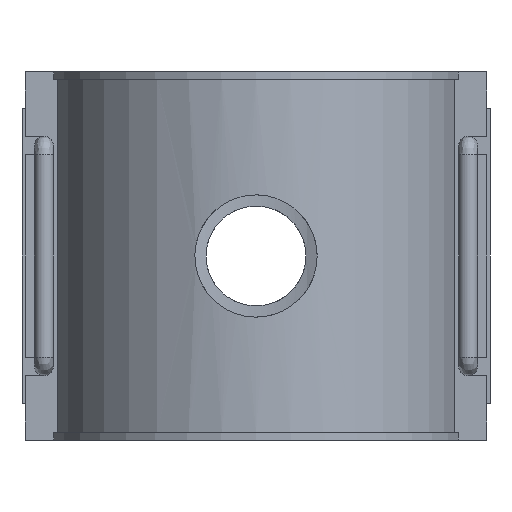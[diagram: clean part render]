
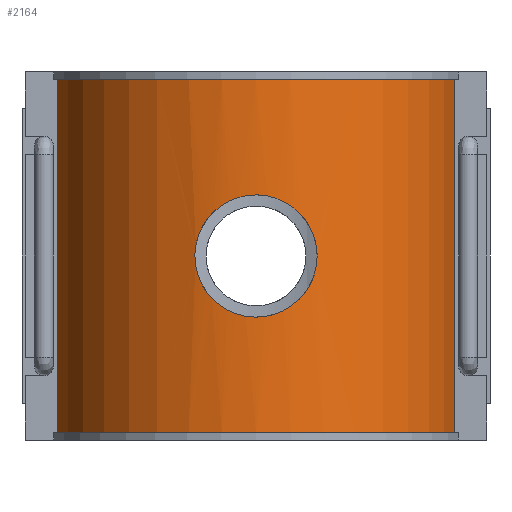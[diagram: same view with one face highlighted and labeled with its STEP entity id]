
A CAD part, front view. The second image highlights one B-rep face of the part: STEP entity #2164.
In plain terms, the highlighted cylindrical face has radius 65 mm (diameter 130 mm), a partial arc.
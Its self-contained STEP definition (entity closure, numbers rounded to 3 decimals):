
#31=LINE('',#3600,#238);
#66=LINE('',#3820,#273);
#238=VECTOR('',#2534,113.28);
#273=VECTOR('',#2611,113.28);
#532=CIRCLE('',#2298,65.);
#540=CIRCLE('',#2312,65.);
#612=FACE_BOUND('',#814,.T.);
#670=FACE_OUTER_BOUND('',#813,.T.);
#813=EDGE_LOOP('',(#1612,#1613,#1614,#1615));
#814=EDGE_LOOP('',(#1616));
#962=B_SPLINE_CURVE_WITH_KNOTS('',3,(#3078,#3079,#3080,#3081,#3082,#3083,
#3084,#3085,#3086,#3087,#3088,#3089,#3090,#3091,#3092,#3093,#3094,#3095,
#3096,#3097,#3098,#3099,#3100,#3101,#3102,#3103,#3104,#3105,#3106,#3107,
#3108,#3109,#3110,#3111,#3112,#3113,#3114,#3115,#3116,#3117,#3118,#3119,
#3120,#3121,#3122,#3123,#3124,#3125,#3126,#3127,#3128,#3129,#3130,#3131,
#3132,#3133,#3134,#3135,#3136,#3137,#3138,#3139,#3140,#3141,#3142,#3143),
 .UNSPECIFIED.,.T.,.F.,(4,2,2,2,2,2,2,2,2,2,2,2,2,2,2,2,2,2,2,2,2,2,2,2,
2,2,2,2,2,2,2,2,4),(0.,0.372,0.743,1.115,
1.487,1.858,2.23,2.602,2.973,
3.345,3.717,4.088,4.46,4.831,
5.203,5.575,5.947,6.318,6.69,
7.062,7.433,7.805,8.177,8.548,
8.92,9.292,9.663,10.035,10.406,
10.778,11.15,11.521,11.893),
 .UNSPECIFIED.);
#987=VERTEX_POINT('',#3077);
#1007=VERTEX_POINT('',#3585);
#1008=VERTEX_POINT('',#3587);
#1012=VERTEX_POINT('',#3599);
#1031=VERTEX_POINT('',#3644);
#1195=EDGE_CURVE('',#987,#987,#962,.T.);
#1219=EDGE_CURVE('',#1007,#1008,#532,.T.);
#1224=EDGE_CURVE('',#1007,#1012,#31,.T.);
#1246=EDGE_CURVE('',#1031,#1012,#540,.T.);
#1279=EDGE_CURVE('',#1008,#1031,#66,.T.);
#1612=ORIENTED_EDGE('',*,*,#1219,.T.);
#1613=ORIENTED_EDGE('',*,*,#1279,.T.);
#1614=ORIENTED_EDGE('',*,*,#1246,.T.);
#1615=ORIENTED_EDGE('',*,*,#1224,.F.);
#1616=ORIENTED_EDGE('',*,*,#1195,.T.);
#2121=CYLINDRICAL_SURFACE('',#2322,65.);
#2164=ADVANCED_FACE('',(#670,#612),#2121,.T.);
#2298=AXIS2_PLACEMENT_3D('',#3589,#2524,#2525);
#2312=AXIS2_PLACEMENT_3D('',#3645,#2571,#2572);
#2322=AXIS2_PLACEMENT_3D('',#3821,#2612,#2613);
#2524=DIRECTION('center_axis',(0.,0.,1.));
#2525=DIRECTION('ref_axis',(1.,0.,0.));
#2534=DIRECTION('',(0.,0.,1.));
#2571=DIRECTION('center_axis',(0.,0.,-1.));
#2572=DIRECTION('ref_axis',(1.,0.,0.));
#2611=DIRECTION('',(0.,0.,1.));
#2612=DIRECTION('center_axis',(0.,0.,1.));
#2613=DIRECTION('ref_axis',(1.,0.,0.));
#3077=CARTESIAN_POINT('',(19.6,-61.975,0.));
#3078=CARTESIAN_POINT('Ctrl Pts',(19.6,-61.975,0.));
#3079=CARTESIAN_POINT('Ctrl Pts',(19.6,-61.975,-1.239));
#3080=CARTESIAN_POINT('Ctrl Pts',(19.481,-62.013,-2.518));
#3081=CARTESIAN_POINT('Ctrl Pts',(18.981,-62.168,-5.056));
#3082=CARTESIAN_POINT('Ctrl Pts',(18.6,-62.284,-6.316));
#3083=CARTESIAN_POINT('Ctrl Pts',(17.598,-62.575,-8.728));
#3084=CARTESIAN_POINT('Ctrl Pts',(16.975,-62.749,-9.882));
#3085=CARTESIAN_POINT('Ctrl Pts',(15.539,-63.12,-12.015));
#3086=CARTESIAN_POINT('Ctrl Pts',(14.725,-63.316,-12.993));
#3087=CARTESIAN_POINT('Ctrl Pts',(12.994,-63.694,-14.725));
#3088=CARTESIAN_POINT('Ctrl Pts',(12.015,-63.889,-15.538));
#3089=CARTESIAN_POINT('Ctrl Pts',(9.883,-64.253,-16.975));
#3090=CARTESIAN_POINT('Ctrl Pts',(8.728,-64.423,-17.598));
#3091=CARTESIAN_POINT('Ctrl Pts',(6.316,-64.704,-18.6));
#3092=CARTESIAN_POINT('Ctrl Pts',(5.056,-64.816,-18.981));
#3093=CARTESIAN_POINT('Ctrl Pts',(2.517,-64.964,-19.481));
#3094=CARTESIAN_POINT('Ctrl Pts',(1.239,-65.,-19.6));
#3095=CARTESIAN_POINT('Ctrl Pts',(-1.239,-65.,-19.6));
#3096=CARTESIAN_POINT('Ctrl Pts',(-2.517,-64.964,-19.481));
#3097=CARTESIAN_POINT('Ctrl Pts',(-5.056,-64.816,-18.981));
#3098=CARTESIAN_POINT('Ctrl Pts',(-6.316,-64.704,-18.6));
#3099=CARTESIAN_POINT('Ctrl Pts',(-8.728,-64.423,-17.598));
#3100=CARTESIAN_POINT('Ctrl Pts',(-9.883,-64.253,-16.975));
#3101=CARTESIAN_POINT('Ctrl Pts',(-12.015,-63.889,-15.538));
#3102=CARTESIAN_POINT('Ctrl Pts',(-12.994,-63.694,-14.725));
#3103=CARTESIAN_POINT('Ctrl Pts',(-14.725,-63.316,-12.993));
#3104=CARTESIAN_POINT('Ctrl Pts',(-15.539,-63.12,-12.015));
#3105=CARTESIAN_POINT('Ctrl Pts',(-16.975,-62.749,-9.882));
#3106=CARTESIAN_POINT('Ctrl Pts',(-17.598,-62.575,-8.728));
#3107=CARTESIAN_POINT('Ctrl Pts',(-18.6,-62.284,-6.316));
#3108=CARTESIAN_POINT('Ctrl Pts',(-18.981,-62.168,-5.056));
#3109=CARTESIAN_POINT('Ctrl Pts',(-19.481,-62.013,-2.518));
#3110=CARTESIAN_POINT('Ctrl Pts',(-19.6,-61.975,-1.239));
#3111=CARTESIAN_POINT('Ctrl Pts',(-19.6,-61.975,1.239));
#3112=CARTESIAN_POINT('Ctrl Pts',(-19.481,-62.013,2.518));
#3113=CARTESIAN_POINT('Ctrl Pts',(-18.981,-62.168,5.056));
#3114=CARTESIAN_POINT('Ctrl Pts',(-18.6,-62.284,6.316));
#3115=CARTESIAN_POINT('Ctrl Pts',(-17.598,-62.575,8.728));
#3116=CARTESIAN_POINT('Ctrl Pts',(-16.975,-62.749,9.882));
#3117=CARTESIAN_POINT('Ctrl Pts',(-15.539,-63.12,12.015));
#3118=CARTESIAN_POINT('Ctrl Pts',(-14.725,-63.316,12.993));
#3119=CARTESIAN_POINT('Ctrl Pts',(-12.994,-63.694,14.725));
#3120=CARTESIAN_POINT('Ctrl Pts',(-12.015,-63.889,15.538));
#3121=CARTESIAN_POINT('Ctrl Pts',(-9.883,-64.253,16.975));
#3122=CARTESIAN_POINT('Ctrl Pts',(-8.728,-64.423,17.598));
#3123=CARTESIAN_POINT('Ctrl Pts',(-6.316,-64.704,18.6));
#3124=CARTESIAN_POINT('Ctrl Pts',(-5.056,-64.816,18.981));
#3125=CARTESIAN_POINT('Ctrl Pts',(-2.517,-64.964,19.481));
#3126=CARTESIAN_POINT('Ctrl Pts',(-1.239,-65.,19.6));
#3127=CARTESIAN_POINT('Ctrl Pts',(1.239,-65.,19.6));
#3128=CARTESIAN_POINT('Ctrl Pts',(2.517,-64.964,19.481));
#3129=CARTESIAN_POINT('Ctrl Pts',(5.056,-64.816,18.981));
#3130=CARTESIAN_POINT('Ctrl Pts',(6.316,-64.704,18.6));
#3131=CARTESIAN_POINT('Ctrl Pts',(8.728,-64.423,17.598));
#3132=CARTESIAN_POINT('Ctrl Pts',(9.883,-64.253,16.975));
#3133=CARTESIAN_POINT('Ctrl Pts',(12.015,-63.889,15.538));
#3134=CARTESIAN_POINT('Ctrl Pts',(12.994,-63.694,14.725));
#3135=CARTESIAN_POINT('Ctrl Pts',(14.725,-63.316,12.993));
#3136=CARTESIAN_POINT('Ctrl Pts',(15.539,-63.12,12.015));
#3137=CARTESIAN_POINT('Ctrl Pts',(16.975,-62.749,9.882));
#3138=CARTESIAN_POINT('Ctrl Pts',(17.598,-62.575,8.728));
#3139=CARTESIAN_POINT('Ctrl Pts',(18.6,-62.284,6.316));
#3140=CARTESIAN_POINT('Ctrl Pts',(18.981,-62.168,5.056));
#3141=CARTESIAN_POINT('Ctrl Pts',(19.481,-62.013,2.518));
#3142=CARTESIAN_POINT('Ctrl Pts',(19.6,-61.975,1.239));
#3143=CARTESIAN_POINT('Ctrl Pts',(19.6,-61.975,0.));
#3585=CARTESIAN_POINT('',(-63.529,-13.75,-56.64));
#3587=CARTESIAN_POINT('',(63.529,-13.75,-56.64));
#3589=CARTESIAN_POINT('Origin',(0.,0.,-56.64));
#3599=CARTESIAN_POINT('',(-63.529,-13.75,56.64));
#3600=CARTESIAN_POINT('',(-63.529,-13.75,0.));
#3644=CARTESIAN_POINT('',(63.529,-13.75,56.64));
#3645=CARTESIAN_POINT('Origin',(0.,0.,56.64));
#3820=CARTESIAN_POINT('',(63.529,-13.75,0.));
#3821=CARTESIAN_POINT('Origin',(0.,0.,0.));
